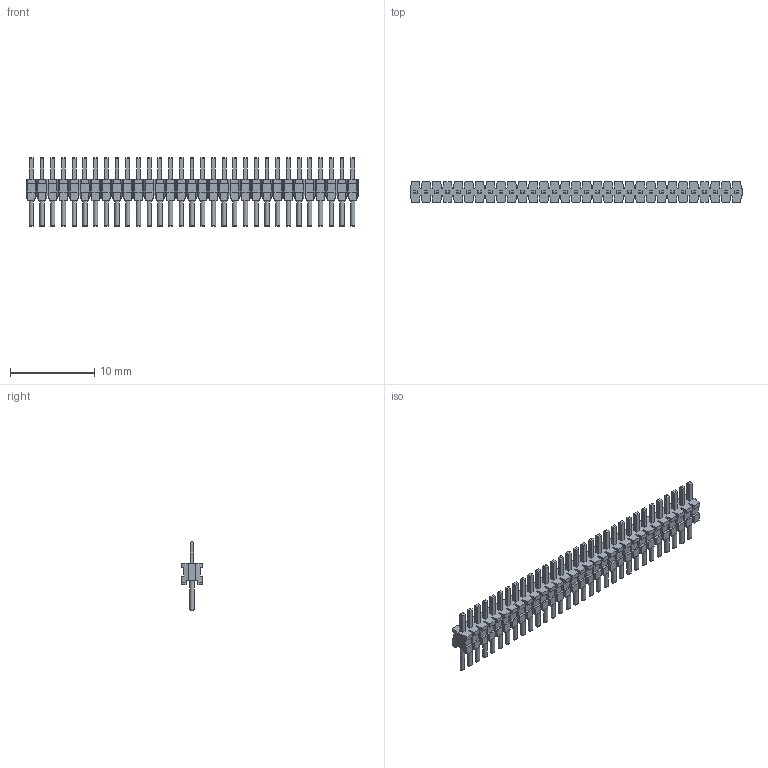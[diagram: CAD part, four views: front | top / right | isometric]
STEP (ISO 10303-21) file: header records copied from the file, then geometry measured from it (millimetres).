
FILE_DESCRIPTION(('FreeCAD Model'),'2;1');
FILE_NAME('Open CASCADE Shape Model','2025-01-08T14:03:52',(''),(''), 'Open CASCADE STEP processor 7.8','FreeCAD','Unknown');
FILE_SCHEMA(('AUTOMOTIVE_DESIGN { 1 0 10303 214 1 1 1 1 }'));
Length unit declared in the file: millimetre
Products named in the file (2): TMS-131-S_header; T-1M6-31-02-S
Bounding box: 39.37 x 2.44 x 8.13 mm (x, y, z)
Volume: 221.2 mm3; surface area: 1187.8 mm2
Topology: 2 solids, 2 shells, 1323 faces, 3863 edges, 2574 vertices
Faces by surface type: plane 1292, cylinder 31
Full cylindrical faces by diameter (mm): 0.508 x31
Entity records: 43168 total; most frequent: CARTESIAN_POINT 7792, ORIENTED_EDGE 7726, DIRECTION 6666, EDGE_CURVE 3863, LINE 3646, VECTOR 3646, VERTEX_POINT 2574, AXIS2_PLACEMENT_3D 1510
